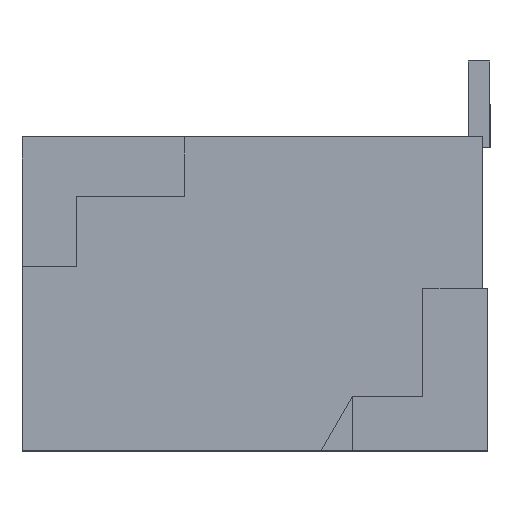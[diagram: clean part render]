
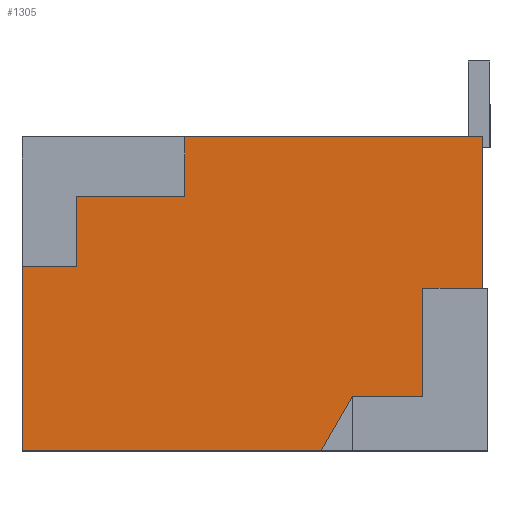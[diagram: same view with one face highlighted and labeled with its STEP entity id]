
A CAD part, left-side view. The second image highlights one B-rep face of the part: STEP entity #1305.
In plain terms, the highlighted planar face has unit normal (-1, 0, 0).
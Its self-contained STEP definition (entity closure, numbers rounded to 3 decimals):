
#774 = VERTEX_POINT ( 'NONE', #5015 ) ;
#776 = EDGE_CURVE ( 'NONE', #777, #774, #5014, .T. ) ;
#777 = VERTEX_POINT ( 'NONE', #5010 ) ;
#908 = EDGE_CURVE ( 'NONE', #774, #969, #5238, .T. ) ;
#969 = VERTEX_POINT ( 'NONE', #3397 ) ;
#1300 = ORIENTED_EDGE ( 'NONE', *, *, #1301, .F. ) ;
#1301 = EDGE_CURVE ( 'NONE', #1302, #1338, #3891, .T. ) ;
#1302 = VERTEX_POINT ( 'NONE', #3836 ) ;
#1305 = ADVANCED_FACE ( 'NONE', ( #3851 ), #3890, .F. ) ;
#1315 = EDGE_LOOP ( 'NONE', ( #1316, #1319, #1320, #1321, #1413, #1356, #1333, #1336, #1300, #1391, #1365, #1368 ) ) ;
#1316 = ORIENTED_EDGE ( 'NONE', *, *, #1317, .T. ) ;
#1317 = EDGE_CURVE ( 'NONE', #1318, #777, #3861, .T. ) ;
#1318 = VERTEX_POINT ( 'NONE', #3880 ) ;
#1319 = ORIENTED_EDGE ( 'NONE', *, *, #776, .T. ) ;
#1320 = ORIENTED_EDGE ( 'NONE', *, *, #908, .T. ) ;
#1321 = ORIENTED_EDGE ( 'NONE', *, *, #1322, .T. ) ;
#1322 = EDGE_CURVE ( 'NONE', #969, #1412, #3879, .T. ) ;
#1331 = EDGE_CURVE ( 'NONE', #1355, #1332, #3845, .T. ) ;
#1332 = VERTEX_POINT ( 'NONE', #3872 ) ;
#1333 = ORIENTED_EDGE ( 'NONE', *, *, #1334, .T. ) ;
#1334 = EDGE_CURVE ( 'NONE', #1332, #1335, #3871, .T. ) ;
#1335 = VERTEX_POINT ( 'NONE', #3822 ) ;
#1336 = ORIENTED_EDGE ( 'NONE', *, *, #1337, .F. ) ;
#1337 = EDGE_CURVE ( 'NONE', #1338, #1335, #3821, .T. ) ;
#1338 = VERTEX_POINT ( 'NONE', #3817 ) ;
#1354 = EDGE_CURVE ( 'NONE', #1412, #1355, #4065, .T. ) ;
#1355 = VERTEX_POINT ( 'NONE', #3922 ) ;
#1356 = ORIENTED_EDGE ( 'NONE', *, *, #1331, .T. ) ;
#1365 = ORIENTED_EDGE ( 'NONE', *, *, #1366, .T. ) ;
#1366 = EDGE_CURVE ( 'NONE', #1393, #1367, #3981, .T. ) ;
#1367 = VERTEX_POINT ( 'NONE', #3977 ) ;
#1368 = ORIENTED_EDGE ( 'NONE', *, *, #1369, .T. ) ;
#1369 = EDGE_CURVE ( 'NONE', #1367, #1318, #3975, .T. ) ;
#1391 = ORIENTED_EDGE ( 'NONE', *, *, #1392, .T. ) ;
#1392 = EDGE_CURVE ( 'NONE', #1302, #1393, #3939, .T. ) ;
#1393 = VERTEX_POINT ( 'NONE', #3935 ) ;
#1412 = VERTEX_POINT ( 'NONE', #3944 ) ;
#1413 = ORIENTED_EDGE ( 'NONE', *, *, #1354, .T. ) ;
#3397 = CARTESIAN_POINT ( 'NONE',  ( -8.5, 2.75, 2.2 ) ) ;
#3817 = CARTESIAN_POINT ( 'NONE',  ( -8.5, 4.25, -0.7 ) ) ;
#3818 = DIRECTION ( 'NONE',  ( 0., 0., 1. ) ) ;
#3819 = VECTOR ( 'NONE', #3818, 1000. ) ;
#3820 = CARTESIAN_POINT ( 'NONE',  ( -8.5, 4.25, -0.7 ) ) ;
#3821 = LINE ( 'NONE', #3820, #3819 ) ;
#3822 = CARTESIAN_POINT ( 'NONE',  ( -8.5, 4.25, 1. ) ) ;
#3836 = CARTESIAN_POINT ( 'NONE',  ( -8.5, 1.489, -0.7 ) ) ;
#3844 = CARTESIAN_POINT ( 'NONE',  ( -8.5, 3.75, 1. ) ) ;
#3845 = LINE ( 'NONE', #3844, #3874 ) ;
#3851 = FACE_OUTER_BOUND ( 'NONE', #1315, .T. ) ;
#3859 = VECTOR ( 'NONE', #3881, 1000. ) ;
#3860 = CARTESIAN_POINT ( 'NONE',  ( -8.5, 0.55, 0.8 ) ) ;
#3861 = LINE ( 'NONE', #3860, #3859 ) ;
#3866 = DIRECTION ( 'NONE',  ( 0., 1., 0. ) ) ;
#3867 = CARTESIAN_POINT ( 'NONE',  ( -8.5, 0., -0.7 ) ) ;
#3868 = DIRECTION ( 'NONE',  ( 0., 1., 0. ) ) ;
#3869 = VECTOR ( 'NONE', #3868, 1000. ) ;
#3870 = CARTESIAN_POINT ( 'NONE',  ( -8.5, 4.25, 1. ) ) ;
#3871 = LINE ( 'NONE', #3870, #3869 ) ;
#3872 = CARTESIAN_POINT ( 'NONE',  ( -8.5, 3.75, 1. ) ) ;
#3873 = DIRECTION ( 'NONE',  ( 0., 0., -1. ) ) ;
#3874 = VECTOR ( 'NONE', #3873, 1000. ) ;
#3875 = VECTOR ( 'NONE', #3866, 1000. ) ;
#3876 = DIRECTION ( 'NONE',  ( 0., 0., -1. ) ) ;
#3877 = VECTOR ( 'NONE', #3876, 1000. ) ;
#3878 = CARTESIAN_POINT ( 'NONE',  ( -8.5, 2.75, 1.65 ) ) ;
#3879 = LINE ( 'NONE', #3878, #3877 ) ;
#3880 = CARTESIAN_POINT ( 'NONE',  ( -8.5, 0.55, 0.8 ) ) ;
#3881 = DIRECTION ( 'NONE',  ( 0., -1., 0. ) ) ;
#3886 = DIRECTION ( 'NONE',  ( 0., 0., -1. ) ) ;
#3887 = DIRECTION ( 'NONE',  ( 1., 0., 0. ) ) ;
#3888 = CARTESIAN_POINT ( 'NONE',  ( -8.5, 0., -0.7 ) ) ;
#3889 = AXIS2_PLACEMENT_3D ( 'NONE', #3888, #3887, #3886 ) ;
#3890 = PLANE ( 'NONE',  #3889 ) ;
#3891 = LINE ( 'NONE', #3867, #3875 ) ;
#3922 = CARTESIAN_POINT ( 'NONE',  ( -8.5, 3.75, 1.65 ) ) ;
#3923 = DIRECTION ( 'NONE',  ( 0., 1., 0. ) ) ;
#3924 = VECTOR ( 'NONE', #3923, 1000. ) ;
#3925 = CARTESIAN_POINT ( 'NONE',  ( -8.5, 3.75, 1.65 ) ) ;
#3935 = CARTESIAN_POINT ( 'NONE',  ( -8.5, 1.2, -0.2 ) ) ;
#3936 = DIRECTION ( 'NONE',  ( 0., -0.5, 0.866 ) ) ;
#3937 = VECTOR ( 'NONE', #3936, 1000. ) ;
#3938 = CARTESIAN_POINT ( 'NONE',  ( -8.5, 1.2, -0.2 ) ) ;
#3939 = LINE ( 'NONE', #3938, #3937 ) ;
#3944 = CARTESIAN_POINT ( 'NONE',  ( -8.5, 2.75, 1.65 ) ) ;
#3967 = DIRECTION ( 'NONE',  ( 0., 0., 1. ) ) ;
#3973 = VECTOR ( 'NONE', #3967, 1000. ) ;
#3974 = CARTESIAN_POINT ( 'NONE',  ( -8.5, 0.55, -0.2 ) ) ;
#3975 = LINE ( 'NONE', #3974, #3973 ) ;
#3977 = CARTESIAN_POINT ( 'NONE',  ( -8.5, 0.55, -0.2 ) ) ;
#3978 = DIRECTION ( 'NONE',  ( 0., -1., 0. ) ) ;
#3979 = VECTOR ( 'NONE', #3978, 1000. ) ;
#3980 = CARTESIAN_POINT ( 'NONE',  ( -8.5, 0.55, -0.2 ) ) ;
#3981 = LINE ( 'NONE', #3980, #3979 ) ;
#4065 = LINE ( 'NONE', #3925, #3924 ) ;
#5010 = CARTESIAN_POINT ( 'NONE',  ( -8.5, 0., 0.8 ) ) ;
#5011 = DIRECTION ( 'NONE',  ( 0., 0., 1. ) ) ;
#5012 = VECTOR ( 'NONE', #5011, 1000. ) ;
#5013 = CARTESIAN_POINT ( 'NONE',  ( -8.5, 0., -0.7 ) ) ;
#5014 = LINE ( 'NONE', #5013, #5012 ) ;
#5015 = CARTESIAN_POINT ( 'NONE',  ( -8.5, 0., 2.2 ) ) ;
#5235 = DIRECTION ( 'NONE',  ( 0., 1., 0. ) ) ;
#5236 = VECTOR ( 'NONE', #5235, 1000. ) ;
#5237 = CARTESIAN_POINT ( 'NONE',  ( -8.5, 0., 2.2 ) ) ;
#5238 = LINE ( 'NONE', #5237, #5236 ) ;
